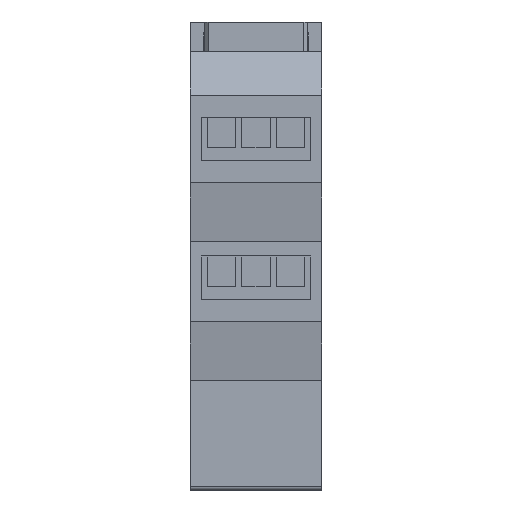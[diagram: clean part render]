
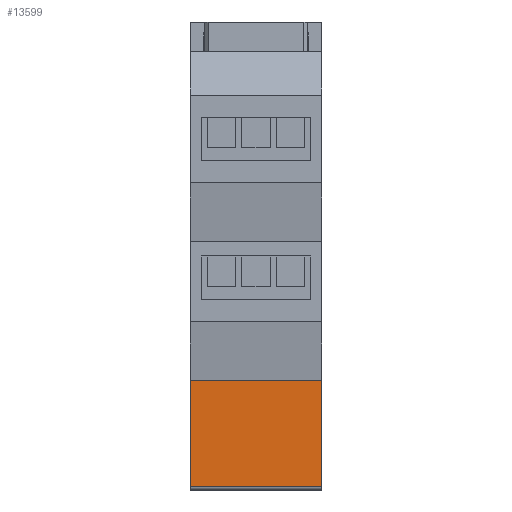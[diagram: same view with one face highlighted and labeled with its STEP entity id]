
A CAD part, front view. The second image highlights one B-rep face of the part: STEP entity #13599.
In plain terms, the highlighted planar face has unit normal (0, -1, 0).
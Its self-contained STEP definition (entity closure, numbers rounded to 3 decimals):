
#461 = VERTEX_POINT ( 'NONE', #2715 ) ;
#626 = AXIS2_PLACEMENT_3D ( 'NONE', #20754, #9014, #3960 ) ;
#845 = ORIENTED_EDGE ( 'NONE', *, *, #16202, .F. ) ;
#2715 = CARTESIAN_POINT ( 'NONE',  ( -9., -22.5, -59.5 ) ) ;
#3057 = DIRECTION ( 'NONE',  ( -1., 0., 0. ) ) ;
#3082 = CARTESIAN_POINT ( 'NONE',  ( 9., -22.5, -59.5 ) ) ;
#3357 = CARTESIAN_POINT ( 'NONE',  ( 9., -22.5, -45. ) ) ;
#3819 = FACE_OUTER_BOUND ( 'NONE', #13830, .T. ) ;
#3960 = DIRECTION ( 'NONE',  ( 0., 0., 1. ) ) ;
#4139 = LINE ( 'NONE', #3082, #11928 ) ;
#4653 = EDGE_CURVE ( 'NONE', #14766, #461, #4139, .T. ) ;
#5423 = LINE ( 'NONE', #3357, #6717 ) ;
#5929 = EDGE_CURVE ( 'NONE', #11158, #14766, #14716, .T. ) ;
#6717 = VECTOR ( 'NONE', #3057, 1000. ) ;
#8137 = DIRECTION ( 'NONE',  ( -1., 0., 0. ) ) ;
#9014 = DIRECTION ( 'NONE',  ( 0., 1., 0. ) ) ;
#9259 = VECTOR ( 'NONE', #16979, 1000. ) ;
#9336 = VERTEX_POINT ( 'NONE', #18918 ) ;
#9566 = EDGE_CURVE ( 'NONE', #11158, #9336, #5423, .T. ) ;
#11158 = VERTEX_POINT ( 'NONE', #16388 ) ;
#11928 = VECTOR ( 'NONE', #8137, 1000. ) ;
#13599 = ADVANCED_FACE ( 'NONE', ( #3819 ), #15462, .F. ) ;
#13830 = EDGE_LOOP ( 'NONE', ( #17733, #20423, #16051, #845 ) ) ;
#14716 = LINE ( 'NONE', #15047, #9259 ) ;
#14766 = VERTEX_POINT ( 'NONE', #15023 ) ;
#14849 = LINE ( 'NONE', #21365, #20039 ) ;
#15023 = CARTESIAN_POINT ( 'NONE',  ( 9., -22.5, -59.5 ) ) ;
#15047 = CARTESIAN_POINT ( 'NONE',  ( 9., -22.5, -45. ) ) ;
#15462 = PLANE ( 'NONE',  #626 ) ;
#16051 = ORIENTED_EDGE ( 'NONE', *, *, #9566, .T. ) ;
#16202 = EDGE_CURVE ( 'NONE', #461, #9336, #14849, .T. ) ;
#16388 = CARTESIAN_POINT ( 'NONE',  ( 9., -22.5, -45. ) ) ;
#16979 = DIRECTION ( 'NONE',  ( 0., 0., -1. ) ) ;
#17733 = ORIENTED_EDGE ( 'NONE', *, *, #4653, .F. ) ;
#18918 = CARTESIAN_POINT ( 'NONE',  ( -9., -22.5, -45. ) ) ;
#19490 = DIRECTION ( 'NONE',  ( 0., 0., 1. ) ) ;
#20039 = VECTOR ( 'NONE', #19490, 1000. ) ;
#20423 = ORIENTED_EDGE ( 'NONE', *, *, #5929, .F. ) ;
#20754 = CARTESIAN_POINT ( 'NONE',  ( 9., -22.5, -45. ) ) ;
#21365 = CARTESIAN_POINT ( 'NONE',  ( -9., -22.5, 0. ) ) ;
